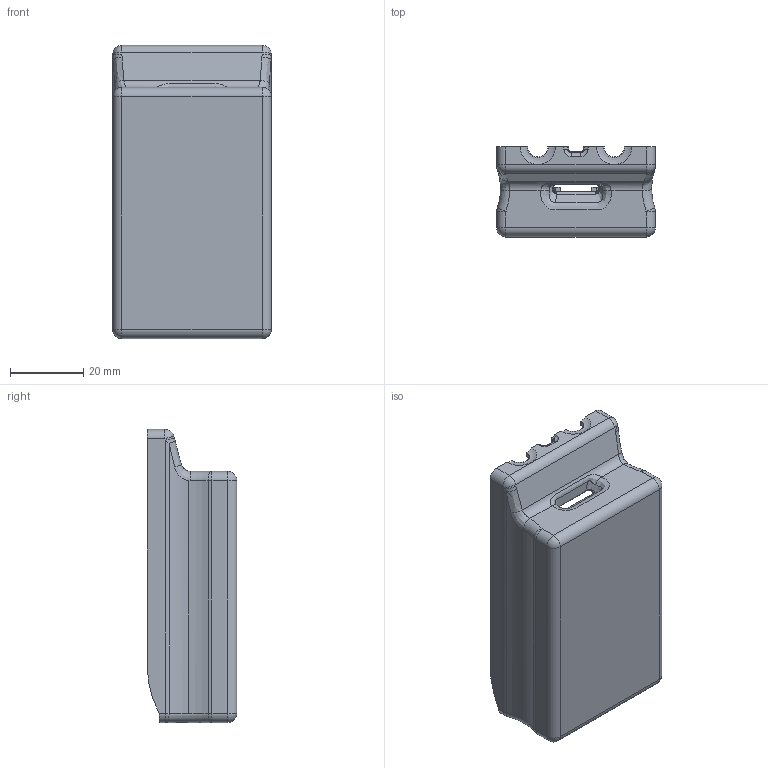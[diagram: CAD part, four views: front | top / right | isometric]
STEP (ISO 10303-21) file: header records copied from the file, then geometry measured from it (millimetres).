
FILE_DESCRIPTION (( 'STEP AP203' ), '1' );
FILE_NAME ('7146_Tympan_Rev-E2_Bottom_Case.STEP', '2021-06-21T15:42:26', ( '' ), ( '' ), 'SwSTEP 2.0', 'SolidWorks 2018', '' );
FILE_SCHEMA (( 'CONFIG_CONTROL_DESIGN' ));
Length unit declared in the file: inch
Products named in the file (1): 7146_Tympan_Rev-E2_Bottom_Case
Bounding box: 43.24 x 24.44 x 79.8 mm (x, y, z)
Volume: 13502.3 mm3; surface area: 15828.6 mm2
Topology: 1 solids, 1 shells, 250 faces, 639 edges, 377 vertices
Faces by surface type: cylinder 87, bspline 70, plane 45, torus 36, sphere 12
Entity records: 14287 total; most frequent: CARTESIAN_POINT 8632, ORIENTED_EDGE 1254, DIRECTION 1111, EDGE_CURVE 627, AXIS2_PLACEMENT_3D 452, VERTEX_POINT 377, CIRCLE 271, FACE_OUTER_BOUND 250
